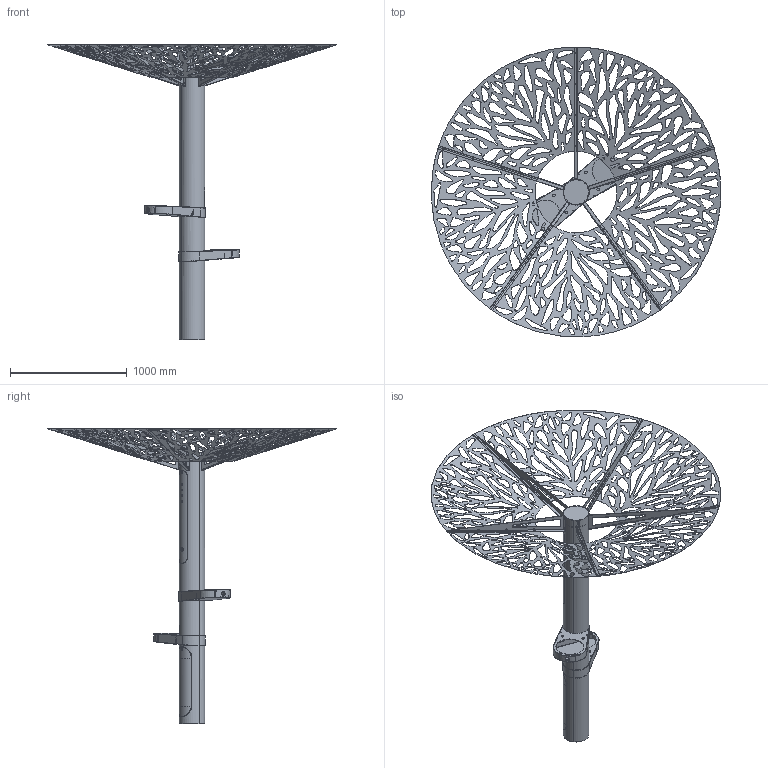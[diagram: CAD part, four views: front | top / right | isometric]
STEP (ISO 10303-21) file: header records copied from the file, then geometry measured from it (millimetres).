
FILE_DESCRIPTION (( 'STEP AP214' ), '1' );
FILE_NAME ('LASER TUBE COMPLET.STEP', '2022-08-03T08:16:05', ( '' ), ( '' ), 'SwSTEP 2.0', 'SolidWorks 2022', '' );
FILE_SCHEMA (( 'AUTOMOTIVE_DESIGN' ));
Length unit declared in the file: millimetre
Products named in the file (28): 1_16; 1_1_19; 1; 1_1_5; 1_7_1; 1_2; 1_15; Copie de Assemblage5^LASER TUBE COMPLET; Assemblage7^LASER TUBE SANS CHIEN; 1_22; 1_2_1; 1_26; 1_25; 1_1; 1_12; 1_4; MODELE JUILLET 2022; 1_1_6; 1_1_21; 1_1_8; 1_3_1; 1_14; 1_4_1; LASER TUBE COMPLET; 1_1_24; 1_24; 1_13; 1_5
Assembly tree (31 placements, depth 3):
  LASER TUBE COMPLET
    Assemblage7^LASER TUBE SANS CHIEN
      1_1
      1_7_1
    1_2_1
    1_3_1
    1_4_1
    Copie de Assemblage5^LASER TUBE COMPLET
      1_1_5
      1_1_6
      1_1_8
      1_1_19
      1_1_21  x5
      1_1_24
    MODELE JUILLET 2022
      1
      1_2
      1_4
      1_5
      1_12
      1_13
      1_14
      1_15
      1_16
      1_22
      1_24
      1_25
      1_26
Bounding box: 2476.88 x 2477.41 x 2528.42 mm (x, y, z)
Volume: 14507472.8 mm3; surface area: 11209655 mm2
Topology: 28 solids, 28 shells, 1447 faces, 4109 edges, 2712 vertices
Faces by surface type: bspline 833, cylinder 354, plane 260
Entity records: 92338 total; most frequent: CARTESIAN_POINT 71403, ORIENTED_EDGE 4330, DIRECTION 3107, EDGE_CURVE 2165, VERTEX_POINT 1416, EDGE_LOOP 1171, AXIS2_PLACEMENT_3D 1127, VECTOR 853
